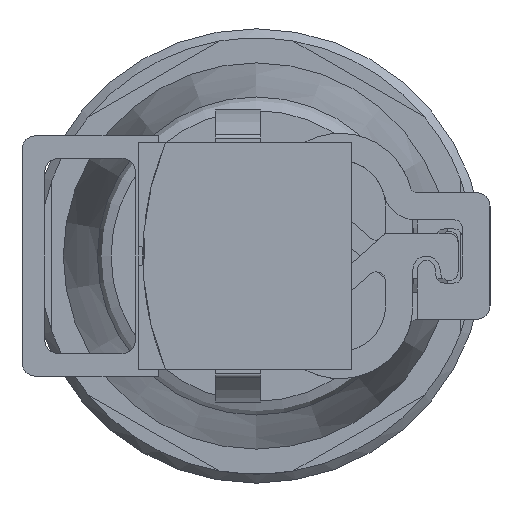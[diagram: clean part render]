
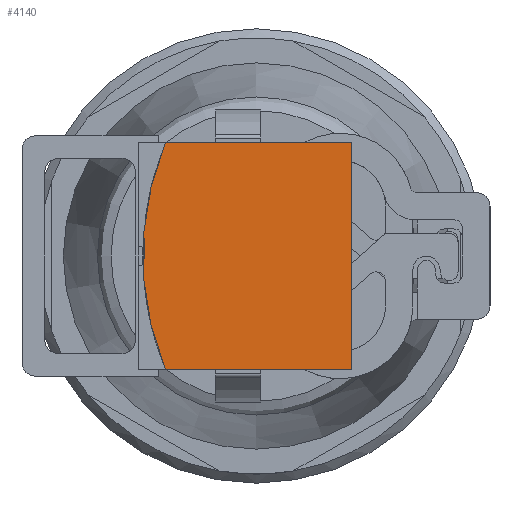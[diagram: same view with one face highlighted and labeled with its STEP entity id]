
A CAD part, left-side view. The second image highlights one B-rep face of the part: STEP entity #4140.
In plain terms, the highlighted face is planar.
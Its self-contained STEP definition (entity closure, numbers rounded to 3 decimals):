
#142=CIRCLE('',#4376,6.5);
#413=ORIENTED_EDGE('',*,*,#1315,.T.);
#414=ORIENTED_EDGE('',*,*,#1270,.T.);
#415=ORIENTED_EDGE('',*,*,#1326,.T.);
#416=ORIENTED_EDGE('',*,*,#1289,.T.);
#1270=EDGE_CURVE('',#1730,#1729,#2041,.T.);
#1289=EDGE_CURVE('',#1748,#1747,#2060,.T.);
#1315=EDGE_CURVE('',#1747,#1730,#142,.T.);
#1326=EDGE_CURVE('',#1729,#1748,#2077,.T.);
#1729=VERTEX_POINT('',#5848);
#1730=VERTEX_POINT('',#5850);
#1747=VERTEX_POINT('',#5886);
#1748=VERTEX_POINT('',#5888);
#2041=LINE('',#5849,#2355);
#2060=LINE('',#5887,#2374);
#2077=LINE('',#5964,#2391);
#2355=VECTOR('',#4795,1000.);
#2374=VECTOR('',#4816,1000.);
#2391=VECTOR('',#4883,1000.);
#2641=EDGE_LOOP('',(#413,#414,#415,#416));
#2889=FACE_BOUND('',#2641,.T.);
#3124=PLANE('',#4385);
#4140=ADVANCED_FACE('',(#2889),#3124,.T.);
#4376=AXIS2_PLACEMENT_3D('',#5943,#4861,#4862);
#4385=AXIS2_PLACEMENT_3D('',#5965,#4884,#4885);
#4795=DIRECTION('',(0.,-1.,0.));
#4816=DIRECTION('',(0.,1.,0.));
#4861=DIRECTION('',(0.,0.,1.));
#4862=DIRECTION('',(1.,0.,0.));
#4883=DIRECTION('',(1.,0.,0.));
#4884=DIRECTION('',(0.,0.,1.));
#4885=DIRECTION('',(1.,0.,0.));
#5848=CARTESIAN_POINT('',(-2.5,-2.1,31.8));
#5849=CARTESIAN_POINT('',(-2.5,2.,31.8));
#5850=CARTESIAN_POINT('',(-2.5,2.,31.8));
#5886=CARTESIAN_POINT('',(2.5,2.,31.8));
#5887=CARTESIAN_POINT('',(2.5,-2.1,31.8));
#5888=CARTESIAN_POINT('',(2.5,-2.1,31.8));
#5943=CARTESIAN_POINT('',(0.,-4.,31.8));
#5964=CARTESIAN_POINT('',(-2.5,-2.1,31.8));
#5965=CARTESIAN_POINT('',(0.,-4.,31.8));
